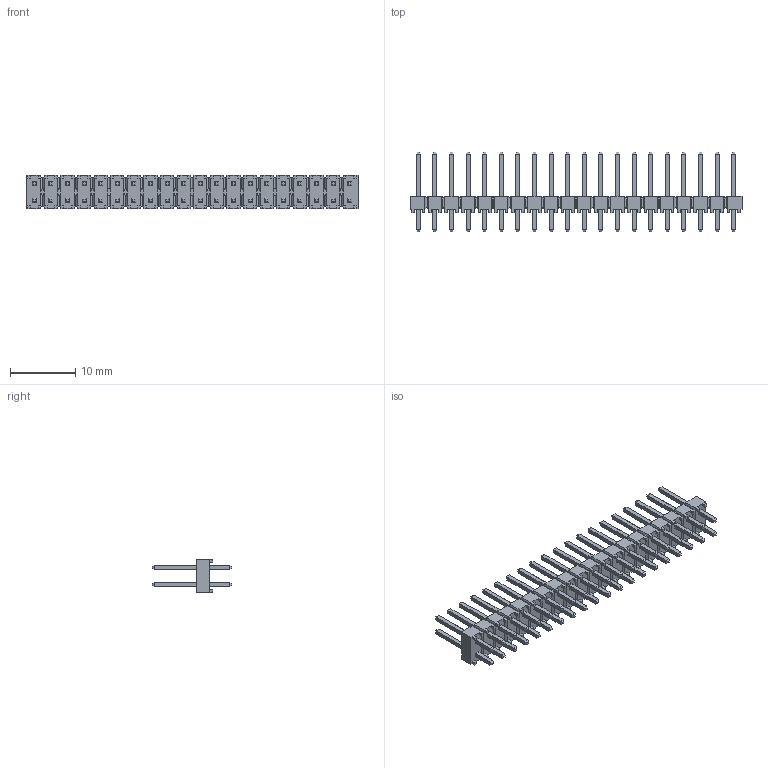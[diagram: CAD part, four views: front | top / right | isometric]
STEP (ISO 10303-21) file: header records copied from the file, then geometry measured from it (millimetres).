
FILE_DESCRIPTION( ( 'STEP AP214' ), ' ' );
FILE_NAME( 'TSW-120-24-G-D.stp', '2017-06-15T06:30:08', ( '' ), ( '' ), ' ', 'PARTsolutions', ' ' );
FILE_SCHEMA( ( 'AUTOMOTIVE_DESIGN { 1 0 10303 214 1 1 1 1 }' ) );
Length unit declared in the file: inch
Products named in the file (3): TSW-120-24-G-D; _TSW-120-24-G-D_body; _T-1S6-17-TSW-1-24-20-D
Assembly tree (2 placements, depth 2):
  TSW-120-24-G-D
    _TSW-120-24-G-D_body
    _T-1S6-17-TSW-1-24-20-D
Bounding box: 50.8 x 12.19 x 5.08 mm (x, y, z)
Volume: 679.6 mm3; surface area: 2645.9 mm2
Topology: 2 solids, 2 shells, 1668 faces, 4166 edges, 2544 vertices
Faces by surface type: plane 1668
Entity records: 61324 total; most frequent: CARTESIAN_POINT 8381, ORIENTED_EDGE 8332, DIRECTION 7508, EDGE_CURVE 4166, LINE 4166, VECTOR 4166, VERTEX_POINT 2544, EDGE_LOOP 1828
